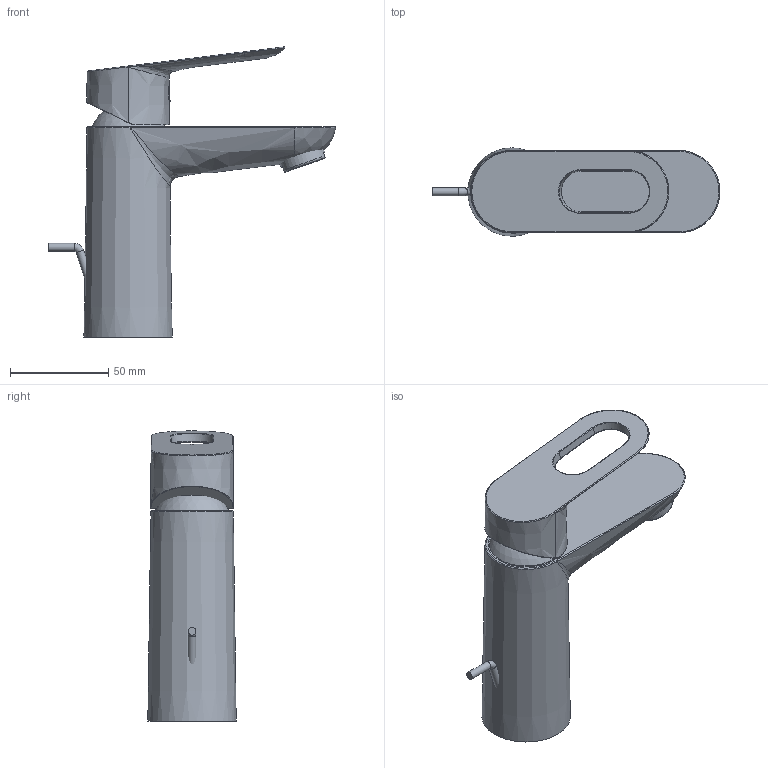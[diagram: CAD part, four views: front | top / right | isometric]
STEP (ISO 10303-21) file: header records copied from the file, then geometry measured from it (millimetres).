
FILE_DESCRIPTION(/* description */ ('Unknown'),/* implementation_level */ '2;1');
FILE_NAME(/* name */ '23335000',/* time_stamp */ '2022-08-29T08:01:04+02:00',/* author */ ('Unknown'),/* organization */ ('GROHE AG'),/* preprocessor_version */ 'ST-DEVELOPER v16.7',/* originating_system */ 'DEX',/* authorisation */ $);
FILE_SCHEMA (('AUTOMOTIVE_DESIGN {1 0 10303 214 3 1 1}'));
Length unit declared in the file: millimetre
Products named in the file (5): 23335000; 23335000_0; id81; xshell#6
Assembly tree (4 placements, depth 2):
  23335000
    23335000
    23335000_0
    id81
    xshell#6
Bounding box: 146.54 x 44.97 x 147.68 mm (x, y, z)
Volume: 1583.4 mm3; surface area: 66514.7 mm2
Topology: 3 solids, 8 shells, 94 faces, 212 edges, 124 vertices
Faces by surface type: bspline 48, plane 22, cylinder 13, torus 6, cone 4, sphere 1
Full cylindrical faces by diameter (mm): 4 x4, 6.9 x1, 23.6 x1
Entity records: 6075 total; most frequent: CARTESIAN_POINT 4093, ORIENTED_EDGE 377, EDGE_CURVE 192, DIRECTION 177, B_SPLINE_CURVE_WITH_KNOTS 146, VERTEX_POINT 118, EDGE_LOOP 109, FACE_BOUND 109
